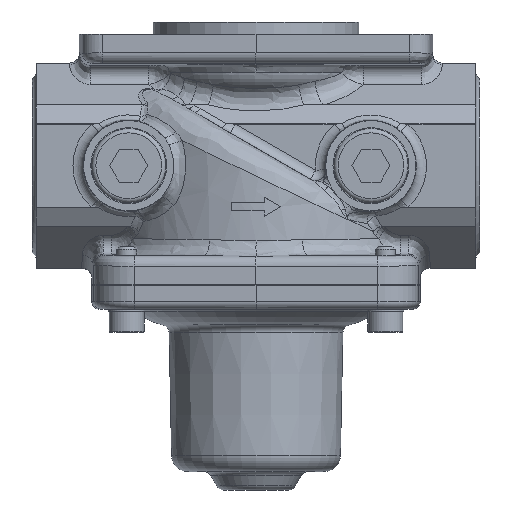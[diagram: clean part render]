
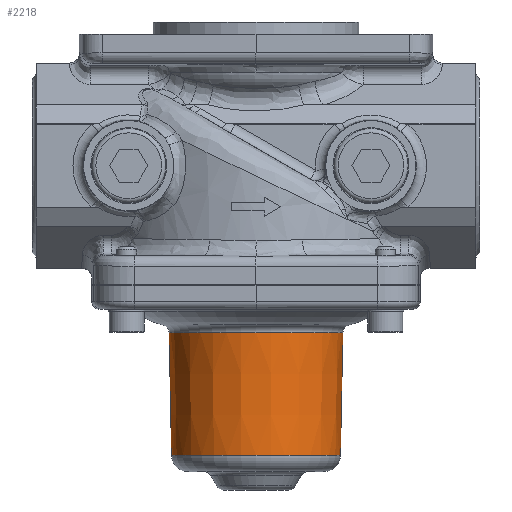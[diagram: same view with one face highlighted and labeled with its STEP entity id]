
A CAD part, front view. The second image highlights one B-rep face of the part: STEP entity #2218.
In plain terms, the highlighted conical face has half-angle 1.117 degrees and reference radius 21.192 mm.
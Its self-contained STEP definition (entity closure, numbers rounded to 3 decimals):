
#427=CONICAL_SURFACE('',#10351,21.192,1.117);
#1631=CIRCLE('',#10304,21.159);
#1655=CIRCLE('',#10350,20.576);
#2218=ADVANCED_FACE('',(#2656,#2657),#427,.T.);
#2656=FACE_BOUND('',#3344,.T.);
#2657=FACE_BOUND('',#3345,.T.);
#3344=EDGE_LOOP('',(#6819));
#3345=EDGE_LOOP('',(#6820));
#6819=ORIENTED_EDGE('',*,*,#9158,.T.);
#6820=ORIENTED_EDGE('',*,*,#9202,.T.);
#7873=VERTEX_POINT('',#20535);
#7905=VERTEX_POINT('',#20629);
#9158=EDGE_CURVE('',#7873,#7873,#1631,.T.);
#9202=EDGE_CURVE('',#7905,#7905,#1655,.T.);
#10304=AXIS2_PLACEMENT_3D('',#20534,#12477,#12478);
#10350=AXIS2_PLACEMENT_3D('',#20628,#12585,#12586);
#10351=AXIS2_PLACEMENT_3D('',#20630,#12587,#12588);
#12477=DIRECTION('',(0.,0.,-1.));
#12478=DIRECTION('',(-1.,0.,0.));
#12585=DIRECTION('',(0.,0.,1.));
#12586=DIRECTION('',(1.,0.,0.));
#12587=DIRECTION('',(0.,0.,1.));
#12588=DIRECTION('',(-1.,0.,0.));
#20534=CARTESIAN_POINT('',(0.,0.,
-19.193));
#20535=CARTESIAN_POINT('',(-21.159,0.,-19.193));
#20628=CARTESIAN_POINT('',(0.,0.,
-49.078));
#20629=CARTESIAN_POINT('',(20.576,0.,-49.078));
#20630=CARTESIAN_POINT('',(0.,0.,
-17.5));
